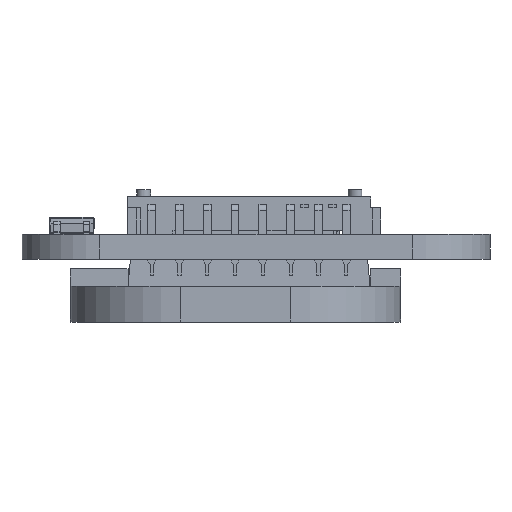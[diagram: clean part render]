
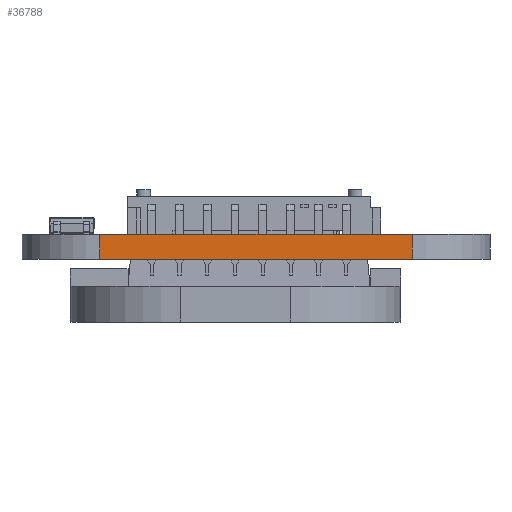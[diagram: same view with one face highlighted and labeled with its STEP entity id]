
A CAD part, left-side view. The second image highlights one B-rep face of the part: STEP entity #36788.
In plain terms, the highlighted planar face has unit normal (-1, 0, 0).
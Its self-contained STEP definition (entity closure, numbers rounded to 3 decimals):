
#1073=PLANE('',#38777);
#2416=FACE_OUTER_BOUND('',#4304,.T.);
#4304=EDGE_LOOP('',(#24100,#24101,#24102,#24103));
#6967=LINE('',#50428,#11094);
#6980=LINE('',#50468,#11107);
#6981=LINE('',#50471,#11108);
#6982=LINE('',#50472,#11109);
#11094=VECTOR('',#41278,1.);
#11107=VECTOR('',#41317,1.);
#11108=VECTOR('',#41322,1.);
#11109=VECTOR('',#41323,1.);
#15221=VERTEX_POINT('',#50426);
#15222=VERTEX_POINT('',#50427);
#15235=VERTEX_POINT('',#50465);
#15236=VERTEX_POINT('',#50467);
#18782=EDGE_CURVE('',#15221,#15222,#6967,.T.);
#18802=EDGE_CURVE('',#15236,#15235,#6980,.T.);
#18804=EDGE_CURVE('',#15235,#15222,#6981,.T.);
#18805=EDGE_CURVE('',#15236,#15221,#6982,.T.);
#24100=ORIENTED_EDGE('',*,*,#18802,.T.);
#24101=ORIENTED_EDGE('',*,*,#18804,.T.);
#24102=ORIENTED_EDGE('',*,*,#18782,.F.);
#24103=ORIENTED_EDGE('',*,*,#18805,.F.);
#36788=ADVANCED_FACE('',(#2416),#1073,.T.);
#38777=AXIS2_PLACEMENT_3D('',#50470,#41320,#41321);
#41278=DIRECTION('',(0.,0.,1.));
#41317=DIRECTION('',(0.,0.,1.));
#41320=DIRECTION('center_axis',(-1.,0.,0.));
#41321=DIRECTION('ref_axis',(0.,1.,0.));
#41322=DIRECTION('',(0.,1.,0.));
#41323=DIRECTION('',(0.,1.,0.));
#50426=CARTESIAN_POINT('',(0.013,-11.,0.));
#50427=CARTESIAN_POINT('',(0.013,-11.,1.6));
#50428=CARTESIAN_POINT('',(0.013,-11.,0.));
#50465=CARTESIAN_POINT('',(0.013,-31.,1.6));
#50467=CARTESIAN_POINT('',(0.013,-31.,0.));
#50468=CARTESIAN_POINT('',(0.013,-31.,0.));
#50470=CARTESIAN_POINT('Origin',(0.013,-31.,0.));
#50471=CARTESIAN_POINT('',(0.013,-31.,1.6));
#50472=CARTESIAN_POINT('',(0.013,-31.,0.));
